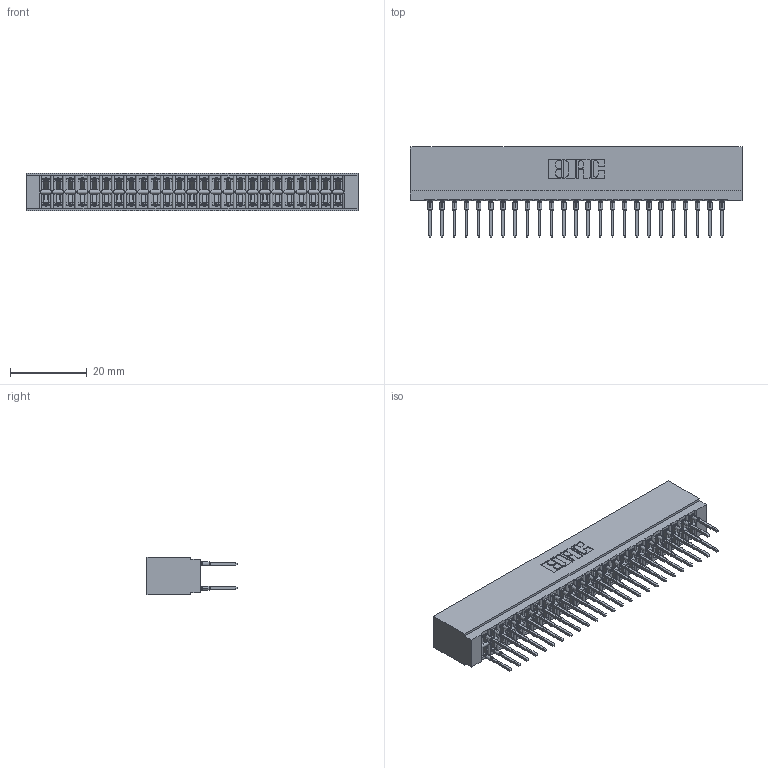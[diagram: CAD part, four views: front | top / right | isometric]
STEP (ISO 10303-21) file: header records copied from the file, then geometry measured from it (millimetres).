
FILE_DESCRIPTION (( 'STEP AP203' ), '1' );
FILE_NAME ('726-050-527-201.STEP', '2020-05-28T08:24:15', ( '' ), ( '' ), 'SwSTEP 2.0', 'SolidWorks 2020', '' );
FILE_SCHEMA (( 'CONFIG_CONTROL_DESIGN' ));
Length unit declared in the file: inch
Products named in the file (3): 746-292-001_527; 726 Part_.515 Slot Depth - 01; 726-050-527-201
Assembly tree (51 placements, depth 2):
  726-050-527-201
    726 Part_.515 Slot Depth - 01
    746-292-001_527  x50
Bounding box: 86.61 x 23.48 x 9.91 mm (x, y, z)
Volume: 8141.2 mm3; surface area: 13664.2 mm2
Topology: 51 solids, 51 shells, 4572 faces, 12563 edges, 8000 vertices
Faces by surface type: plane 2355, bspline 1000, cylinder 917, torus 300
Entity records: 40981 total; most frequent: CARTESIAN_POINT 8295, ORIENTED_EDGE 6996, DIRECTION 5870, EDGE_CURVE 3498, LINE 3064, VECTOR 3064, VERTEX_POINT 2316, AXIS2_PLACEMENT_3D 1403
